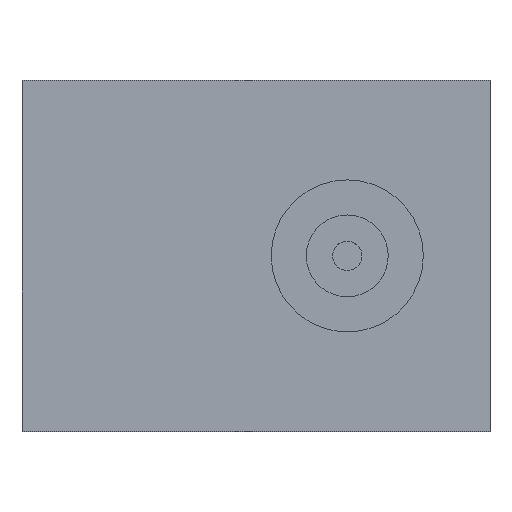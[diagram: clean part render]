
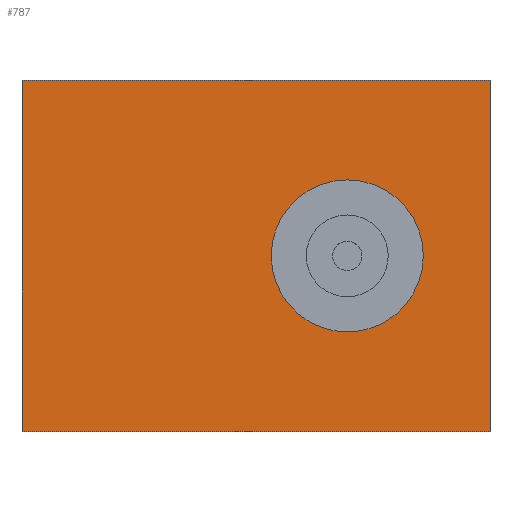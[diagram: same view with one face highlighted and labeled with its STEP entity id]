
A CAD part, top view. The second image highlights one B-rep face of the part: STEP entity #787.
In plain terms, the highlighted planar face has unit normal (0, 0, 1).
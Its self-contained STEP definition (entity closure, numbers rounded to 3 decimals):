
#15=FACE_BOUND('',#128,.T.);
#36=PLANE('',#854);
#79=FACE_OUTER_BOUND('',#127,.T.);
#127=EDGE_LOOP('',(#574,#575,#576,#577));
#128=EDGE_LOOP('',(#578));
#180=LINE('',#1146,#274);
#181=LINE('',#1148,#275);
#182=LINE('',#1150,#276);
#183=LINE('',#1151,#277);
#274=VECTOR('',#933,10.);
#275=VECTOR('',#934,10.);
#276=VECTOR('',#935,10.);
#277=VECTOR('',#936,10.);
#369=CIRCLE('',#851,0.65);
#383=VERTEX_POINT('',#1137);
#385=VERTEX_POINT('',#1144);
#386=VERTEX_POINT('',#1145);
#387=VERTEX_POINT('',#1147);
#388=VERTEX_POINT('',#1149);
#457=EDGE_CURVE('',#383,#383,#369,.T.);
#460=EDGE_CURVE('',#385,#386,#180,.T.);
#461=EDGE_CURVE('',#386,#387,#181,.T.);
#462=EDGE_CURVE('',#387,#388,#182,.T.);
#463=EDGE_CURVE('',#388,#385,#183,.T.);
#574=ORIENTED_EDGE('',*,*,#460,.T.);
#575=ORIENTED_EDGE('',*,*,#461,.T.);
#576=ORIENTED_EDGE('',*,*,#462,.T.);
#577=ORIENTED_EDGE('',*,*,#463,.T.);
#578=ORIENTED_EDGE('',*,*,#457,.T.);
#787=ADVANCED_FACE('',(#79,#15),#36,.T.);
#851=AXIS2_PLACEMENT_3D('',#1138,#924,#925);
#854=AXIS2_PLACEMENT_3D('',#1143,#931,#932);
#924=DIRECTION('center_axis',(0.,0.,-1.));
#925=DIRECTION('ref_axis',(1.,0.,0.));
#931=DIRECTION('center_axis',(0.,0.,1.));
#932=DIRECTION('ref_axis',(1.,0.,0.));
#933=DIRECTION('',(0.,1.,0.));
#934=DIRECTION('',(-1.,0.,0.));
#935=DIRECTION('',(0.,-1.,0.));
#936=DIRECTION('',(1.,0.,0.));
#1137=CARTESIAN_POINT('',(0.13,0.,1.));
#1138=CARTESIAN_POINT('Origin',(0.78,0.,1.));
#1143=CARTESIAN_POINT('Origin',(0.,0.,1.));
#1144=CARTESIAN_POINT('',(2.,-1.5,1.));
#1145=CARTESIAN_POINT('',(2.,1.5,1.));
#1146=CARTESIAN_POINT('',(2.,-1.5,1.));
#1147=CARTESIAN_POINT('',(-2.,1.5,1.));
#1148=CARTESIAN_POINT('',(2.,1.5,1.));
#1149=CARTESIAN_POINT('',(-2.,-1.5,1.));
#1150=CARTESIAN_POINT('',(-2.,1.5,1.));
#1151=CARTESIAN_POINT('',(-2.,-1.5,1.));
